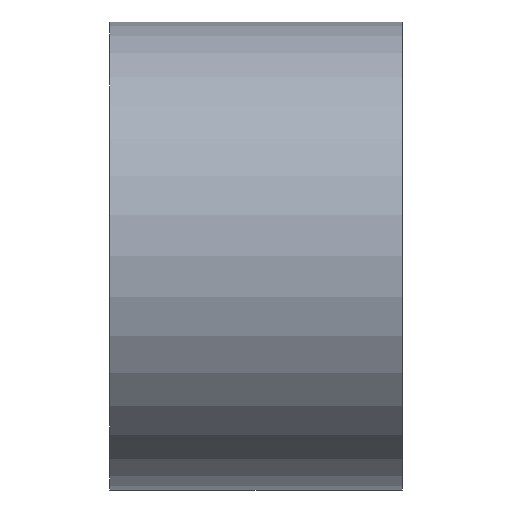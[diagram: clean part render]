
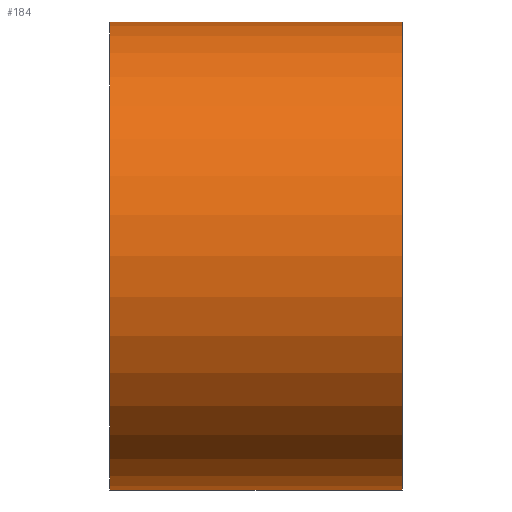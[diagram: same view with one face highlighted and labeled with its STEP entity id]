
A CAD part, front view. The second image highlights one B-rep face of the part: STEP entity #184.
In plain terms, the highlighted cylindrical face has radius 3.048 mm (diameter 6.096 mm), a partial arc.
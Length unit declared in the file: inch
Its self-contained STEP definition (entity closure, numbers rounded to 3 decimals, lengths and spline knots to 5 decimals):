
#16 = CARTESIAN_POINT ( 'NONE',  ( 0., 0., -0.12 ) ) ;
#26 = CIRCLE ( 'NONE', #369, 0.12 ) ;
#29 = VERTEX_POINT ( 'NONE', #293 ) ;
#30 = EDGE_CURVE ( 'NONE', #29, #243, #167, .T. ) ;
#42 = CARTESIAN_POINT ( 'NONE',  ( 0.15, 0., 0. ) ) ;
#46 = EDGE_CURVE ( 'NONE', #73, #29, #380, .T. ) ;
#54 = VECTOR ( 'NONE', #165, 39.37008 ) ;
#72 = FACE_OUTER_BOUND ( 'NONE', #371, .T. ) ;
#73 = VERTEX_POINT ( 'NONE', #210 ) ;
#88 = DIRECTION ( 'NONE',  ( -1., 0., 0. ) ) ;
#132 = DIRECTION ( 'NONE',  ( -1., 0., 0. ) ) ;
#162 = LINE ( 'NONE', #200, #279 ) ;
#165 = DIRECTION ( 'NONE',  ( -1., 0., 0. ) ) ;
#167 = LINE ( 'NONE', #421, #54 ) ;
#184 = ADVANCED_FACE ( 'NONE', ( #72 ), #441, .T. ) ;
#188 = ORIENTED_EDGE ( 'NONE', *, *, #303, .T. ) ;
#195 = CARTESIAN_POINT ( 'NONE',  ( 0., 0., 0. ) ) ;
#200 = CARTESIAN_POINT ( 'NONE',  ( 0.15, 0., 0.12 ) ) ;
#210 = CARTESIAN_POINT ( 'NONE',  ( 0.15, 0., 0.12 ) ) ;
#237 = DIRECTION ( 'NONE',  ( 1., 0., 0. ) ) ;
#243 = VERTEX_POINT ( 'NONE', #16 ) ;
#249 = AXIS2_PLACEMENT_3D ( 'NONE', #503, #258, #546 ) ;
#258 = DIRECTION ( 'NONE',  ( 1., 0., 0. ) ) ;
#275 = ORIENTED_EDGE ( 'NONE', *, *, #432, .T. ) ;
#279 = VECTOR ( 'NONE', #88, 39.37008 ) ;
#293 = CARTESIAN_POINT ( 'NONE',  ( 0.15, 0., -0.12 ) ) ;
#303 = EDGE_CURVE ( 'NONE', #73, #396, #162, .T. ) ;
#357 = ORIENTED_EDGE ( 'NONE', *, *, #30, .F. ) ;
#369 = AXIS2_PLACEMENT_3D ( 'NONE', #195, #237, #525 ) ;
#371 = EDGE_LOOP ( 'NONE', ( #357, #519, #188, #275 ) ) ;
#380 = CIRCLE ( 'NONE', #249, 0.12 ) ;
#396 = VERTEX_POINT ( 'NONE', #523 ) ;
#415 = AXIS2_PLACEMENT_3D ( 'NONE', #42, #132, #430 ) ;
#421 = CARTESIAN_POINT ( 'NONE',  ( 0.15, 0., -0.12 ) ) ;
#430 = DIRECTION ( 'NONE',  ( 0., 0., 1. ) ) ;
#432 = EDGE_CURVE ( 'NONE', #396, #243, #26, .T. ) ;
#441 = CYLINDRICAL_SURFACE ( 'NONE', #415, 0.12 ) ;
#503 = CARTESIAN_POINT ( 'NONE',  ( 0.15, 0., 0. ) ) ;
#519 = ORIENTED_EDGE ( 'NONE', *, *, #46, .F. ) ;
#523 = CARTESIAN_POINT ( 'NONE',  ( 0., 0., 0.12 ) ) ;
#525 = DIRECTION ( 'NONE',  ( 0., 0., -1. ) ) ;
#546 = DIRECTION ( 'NONE',  ( 0., 0., -1. ) ) ;
